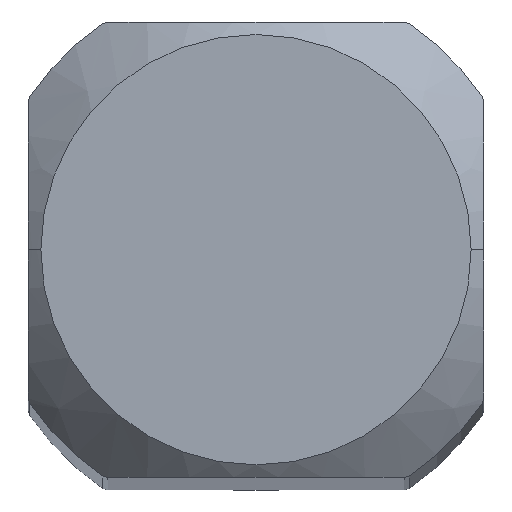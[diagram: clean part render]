
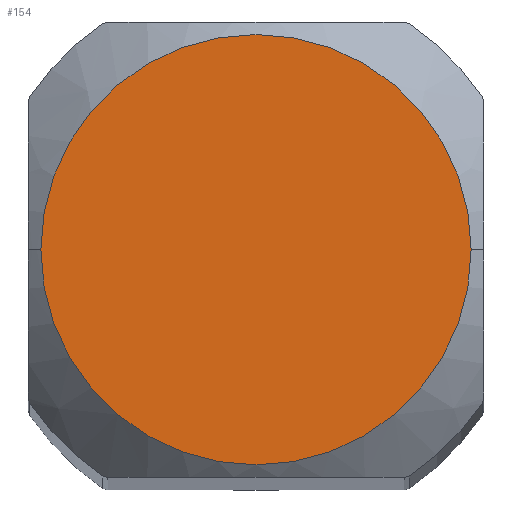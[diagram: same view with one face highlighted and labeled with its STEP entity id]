
A CAD part, top view. The second image highlights one B-rep face of the part: STEP entity #154.
In plain terms, the highlighted planar face has unit normal (0, 0, 1).
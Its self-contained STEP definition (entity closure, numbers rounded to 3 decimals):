
#20 = FACE_OUTER_BOUND ( 'NONE', #57, .T. ) ;
#57 = EDGE_LOOP ( 'NONE', ( #324, #816 ) ) ;
#154 = ADVANCED_FACE ( 'NONE', ( #20 ), #500, .T. ) ;
#166 = CARTESIAN_POINT ( 'NONE',  ( 3., 0., 100.6 ) ) ;
#249 = VERTEX_POINT ( 'NONE', #166 ) ;
#299 = AXIS2_PLACEMENT_3D ( 'NONE', #901, #359, #598 ) ;
#324 = ORIENTED_EDGE ( 'NONE', *, *, #823, .T. ) ;
#350 = CIRCLE ( 'NONE', #902, 3. ) ;
#359 = DIRECTION ( 'NONE',  ( 0., 0., 1. ) ) ;
#429 = DIRECTION ( 'NONE',  ( 1., 0., 0. ) ) ;
#470 = DIRECTION ( 'NONE',  ( 1., 0., 0. ) ) ;
#471 = VERTEX_POINT ( 'NONE', #582 ) ;
#490 = DIRECTION ( 'NONE',  ( 0., 0., 1. ) ) ;
#500 = PLANE ( 'NONE',  #658 ) ;
#581 = CARTESIAN_POINT ( 'NONE',  ( 0., 0., 100.6 ) ) ;
#582 = CARTESIAN_POINT ( 'NONE',  ( -3., 0., 100.6 ) ) ;
#598 = DIRECTION ( 'NONE',  ( 1., 0., 0. ) ) ;
#655 = DIRECTION ( 'NONE',  ( 0., 0., 1. ) ) ;
#658 = AXIS2_PLACEMENT_3D ( 'NONE', #581, #490, #429 ) ;
#676 = CARTESIAN_POINT ( 'NONE',  ( 0., 0., 100.6 ) ) ;
#705 = CIRCLE ( 'NONE', #299, 3. ) ;
#797 = EDGE_CURVE ( 'NONE', #471, #249, #705, .T. ) ;
#816 = ORIENTED_EDGE ( 'NONE', *, *, #797, .T. ) ;
#823 = EDGE_CURVE ( 'NONE', #249, #471, #350, .T. ) ;
#901 = CARTESIAN_POINT ( 'NONE',  ( 0., 0., 100.6 ) ) ;
#902 = AXIS2_PLACEMENT_3D ( 'NONE', #676, #655, #470 ) ;
